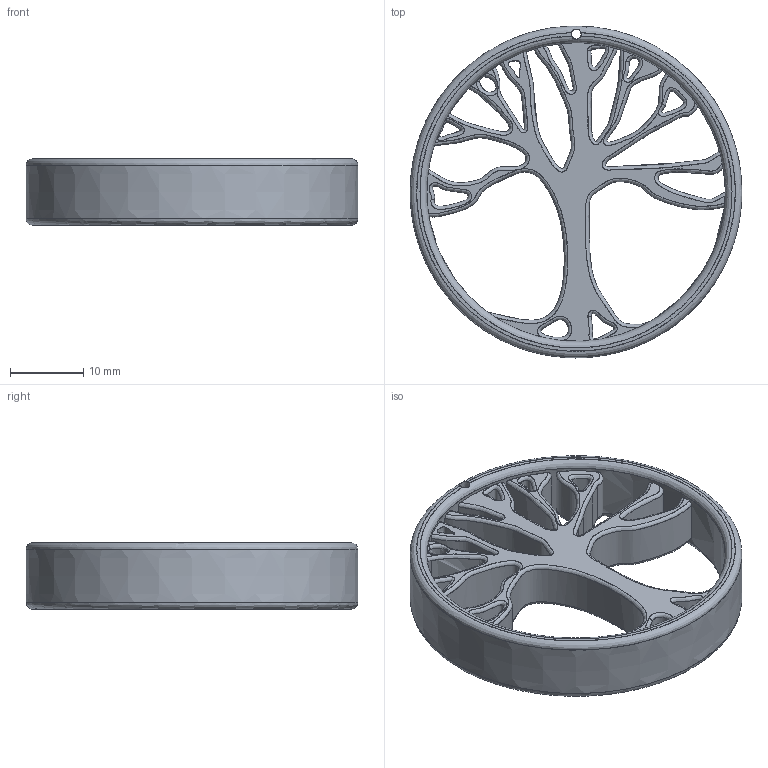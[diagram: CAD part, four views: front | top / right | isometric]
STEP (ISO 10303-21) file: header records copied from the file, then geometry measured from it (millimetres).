
FILE_DESCRIPTION(('FreeCAD Model'),'2;1');
FILE_NAME('Open CASCADE Shape Model','2025-05-04T02:41:22',('FreeCAD'),( 'FreeCAD'),'Open CASCADE STEP processor 7.6','FreeCAD','Unknown');
FILE_SCHEMA(('AUTOMOTIVE_DESIGN { 1 0 10303 214 1 1 1 1 }'));
Products named in the file (1): Open CASCADE STEP translator 7.6 1
Bounding box: 45.3 x 45.3 x 9.06 mm (x, y, z)
Surface area: 5646.6 mm2 (no closed solid volume)
Topology: 0 solids, 88 shells, 88 faces, 11565 edges, 11553 vertices
Faces by surface type: bspline 88
Entity records: 126143 total; most frequent: CARTESIAN_POINT 79413, ORIENTED_EDGE 11568, EDGE_CURVE 11568, VERTEX_POINT 11557, B_SPLINE_CURVE_WITH_KNOTS 11509, FACE_BOUND 103, EDGE_LOOP 103, SHELL_BASED_SURFACE_MODEL 88
